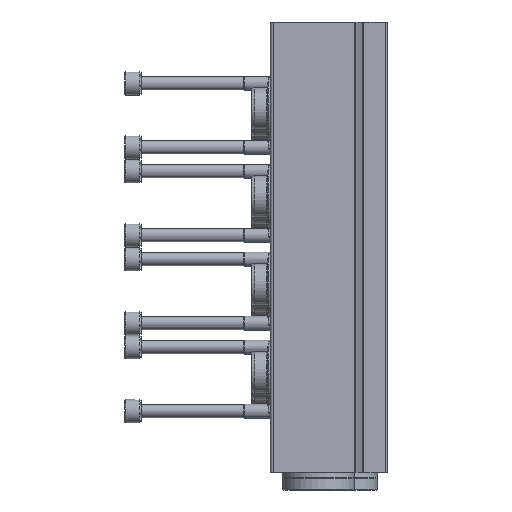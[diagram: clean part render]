
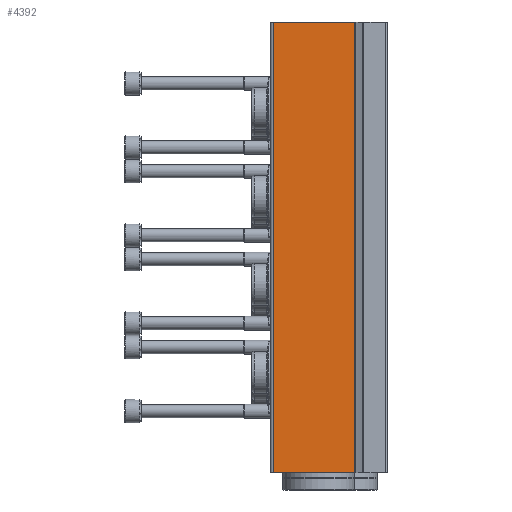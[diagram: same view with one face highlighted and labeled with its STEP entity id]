
A CAD part, left-side view. The second image highlights one B-rep face of the part: STEP entity #4392.
In plain terms, the highlighted planar face has unit normal (-1, 0, 0).
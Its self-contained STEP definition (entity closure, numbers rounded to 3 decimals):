
#162=PLANE('',#4739);
#602=ORIENTED_EDGE('',*,*,#1764,.F.);
#603=ORIENTED_EDGE('',*,*,#1763,.F.);
#604=ORIENTED_EDGE('',*,*,#1765,.T.);
#605=ORIENTED_EDGE('',*,*,#1766,.T.);
#1763=EDGE_CURVE('',#2344,#2342,#2767,.T.);
#1764=EDGE_CURVE('',#2342,#2345,#2768,.T.);
#1765=EDGE_CURVE('',#2344,#2346,#2769,.T.);
#1766=EDGE_CURVE('',#2346,#2345,#2770,.T.);
#2342=VERTEX_POINT('',#6998);
#2344=VERTEX_POINT('',#7002);
#2345=VERTEX_POINT('',#7006);
#2346=VERTEX_POINT('',#7008);
#2767=LINE('',#7003,#3057);
#2768=LINE('',#7005,#3058);
#2769=LINE('',#7007,#3059);
#2770=LINE('',#7009,#3060);
#3057=VECTOR('',#5330,1000.);
#3058=VECTOR('',#5333,1000.);
#3059=VECTOR('',#5334,1000.);
#3060=VECTOR('',#5335,1000.);
#3361=EDGE_LOOP('',(#602,#603,#604,#605));
#3827=FACE_BOUND('',#3361,.T.);
#4392=ADVANCED_FACE('',(#3827),#162,.T.);
#4739=AXIS2_PLACEMENT_3D('',#7004,#5331,#5332);
#5330=DIRECTION('',(0.,0.,1.));
#5331=DIRECTION('',(-1.,0.,0.));
#5332=DIRECTION('',(0.,0.,1.));
#5333=DIRECTION('',(0.,-1.,0.));
#5334=DIRECTION('',(0.,-1.,0.));
#5335=DIRECTION('',(0.,0.,1.));
#6998=CARTESIAN_POINT('',(-47.,41.5,0.));
#7002=CARTESIAN_POINT('',(-47.,41.5,-164.));
#7003=CARTESIAN_POINT('',(-47.,41.5,-164.));
#7004=CARTESIAN_POINT('',(-47.,41.5,-164.));
#7005=CARTESIAN_POINT('',(-47.,41.5,0.));
#7006=CARTESIAN_POINT('',(-47.,11.858,0.));
#7007=CARTESIAN_POINT('',(-47.,41.5,-164.));
#7008=CARTESIAN_POINT('',(-47.,11.858,-164.));
#7009=CARTESIAN_POINT('',(-47.,11.858,-164.));
